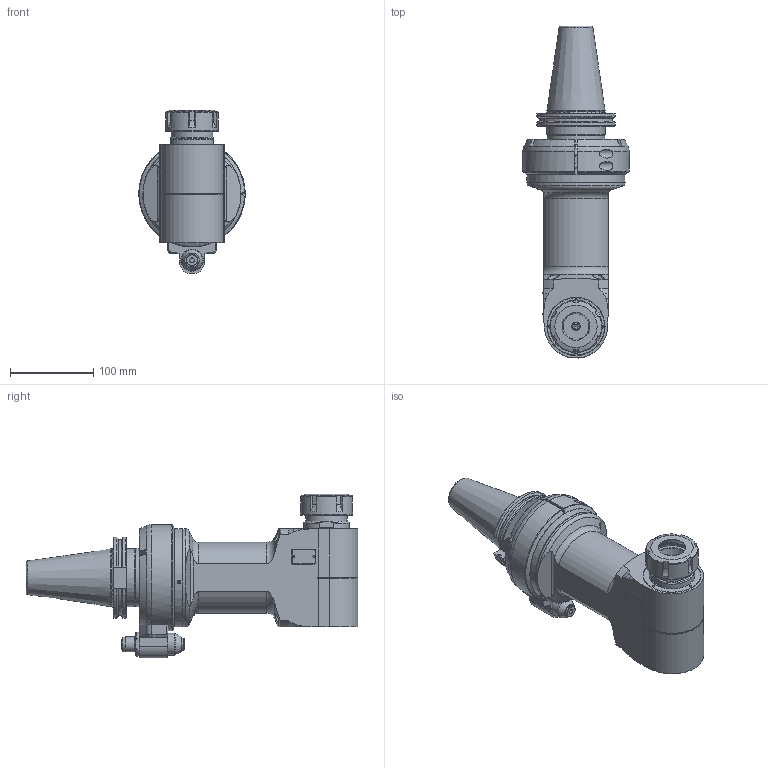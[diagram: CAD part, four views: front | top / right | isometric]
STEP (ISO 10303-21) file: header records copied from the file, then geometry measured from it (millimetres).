
FILE_DESCRIPTION(/* description */ (''),/* implementation_level */ '2;1');
FILE_NAME(/* name */ '9.F90.20L00-2C50-ER40.stp',/* time_stamp */ '2023-06-28T09:45:06-04:00',/* author */ ('jkrenzer'),/* organization */ (''),/* preprocessor_version */ 'ST-DEVELOPER v18.1',/* originating_system */ 'Autodesk Inventor 2022',/* authorisation */ '');
FILE_SCHEMA (('AUTOMOTIVE_DESIGN { 1 0 10303 214 3 1 1 }'));
Length unit declared in the file: millimetre
Products named in the file (3): 9.F90.20L00-2C50-ER40; 9_GA2_458_2  (Type 2, Cat50, 80mm); F9020L0-000EG0 - ER40
Assembly tree (2 placements, depth 2):
  9.F90.20L00-2C50-ER40
    9_GA2_458_2  (Type 2, Cat50, 80mm)
    F9020L0-000EG0 - ER40
Bounding box: 128 x 399.46 x 196.75 mm (x, y, z)
Volume: 2594057.2 mm3; surface area: 246272 mm2
Topology: 5 solids, 5 shells, 619 faces, 1605 edges, 1047 vertices
Faces by surface type: plane 290, cylinder 146, cone 125, torus 49, bspline 5, sphere 4
Full cylindrical faces by diameter (mm): 2.5 x3, 2.6 x2, 3 x1, 3.2 x12, 4 x1, 4.2 x2, 5 x4, 5.3 x2, 6 x4, 6.5 x1, 7 x1, 8 x3, 8.821 x1, 9.525 x1, 10 x4, 10.4 x2, 11 x2, 12 x2, 12.5 x1, 13 x4, 13.5 x4, 14 x1, 18 x2, 21.963 x1, 22.6 x1, 26 x1, 26.187 x1, 26.8 x1, 27 x1, 31 x1
Entity records: 33814 total; most frequent: CARTESIAN_POINT 18896, ORIENTED_EDGE 3150, DIRECTION 3024, EDGE_CURVE 1575, AXIS2_PLACEMENT_3D 1170, VERTEX_POINT 1047, EDGE_LOOP 708, LINE 684
